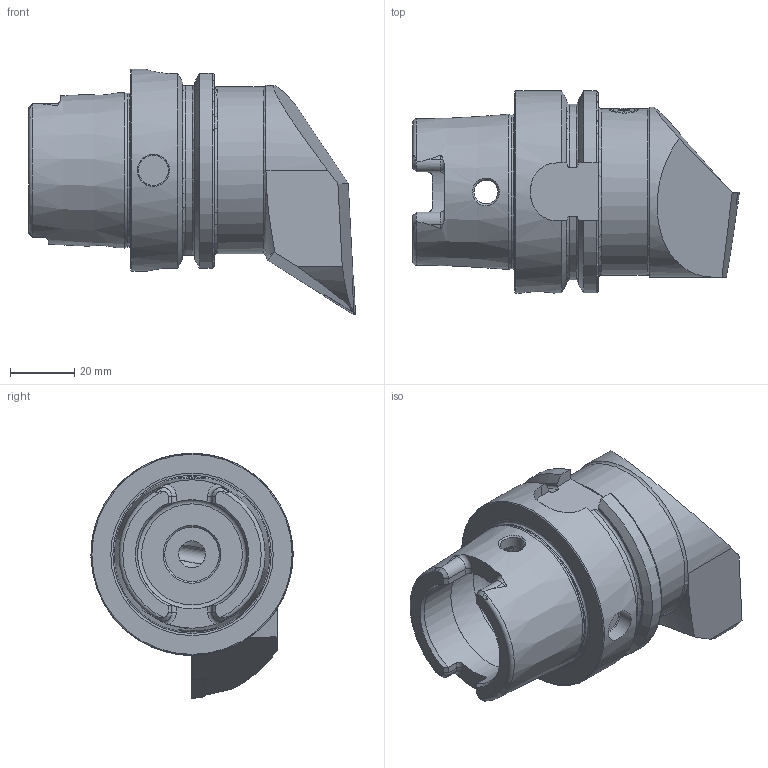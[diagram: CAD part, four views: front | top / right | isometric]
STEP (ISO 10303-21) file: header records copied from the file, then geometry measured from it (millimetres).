
FILE_DESCRIPTION (( 'STEP AP214' ), '1' );
FILE_NAME ('HA6.KDB.RUA.070-HP.STEP', '2020-12-11T10:54:48', ( '' ), ( '' ), 'SwSTEP 2.0', 'SolidWorks 2017', '' );
FILE_SCHEMA (( 'AUTOMOTIVE_DESIGN' ));
Length unit declared in the file: millimetre
Products named in the file (10): HA6-KDB.RUA.070-HP_A; CHP-ER1.015.006; CHP-ER1.015.006_A; CHP-ER1.008.014_A; DIN 3771 - 13x1; WCB-ER2.001.009_A; ISO 8752 2x8; DIN 7991 - M5x15; DCMT11T304; HA6.KDB.RUA.070-HP
Assembly tree (9 placements, depth 3):
  HA6.KDB.RUA.070-HP
    HA6-KDB.RUA.070-HP_A
    WCB-ER2.001.009_A
    DCMT11T304
    ISO 8752 2x8
    CHP-ER1.008.014_A
    CHP-ER1.015.006
      CHP-ER1.015.006_A
      DIN 3771 - 13x1
      DIN 7991 - M5x15
Bounding box: 101.9 x 63 x 76.51 mm (x, y, z)
Volume: 151742.8 mm3; surface area: 33275.8 mm2
Topology: 8 solids, 8 shells, 306 faces, 767 edges, 476 vertices
Faces by surface type: plane 118, cylinder 75, cone 64, torus 30, bspline 18, sphere 1
Full cylindrical faces by diameter (mm): 2 x1, 2.5 x1, 3 x1, 3.3 x1, 4 x1, 4.2 x2, 4.4 x1, 5 x3, 5.2 x1, 5.25 x1, 5.5 x1, 6.1 x1, 7 x1, 7.5 x2, 8 x1, 8.4 x1, 10 x2, 13.4 x1, 15 x4, 17 x1, 19 x1, 34 x2, 40 x1, 47.941 x1, 52 x1, 63 x1
Entity records: 11790 total; most frequent: CARTESIAN_POINT 3980, ORIENTED_EDGE 1296, DIRECTION 1265, EDGE_CURVE 648, AXIS2_PLACEMENT_3D 518, VERTEX_POINT 447, EDGE_LOOP 409, FACE_OUTER_BOUND 357
